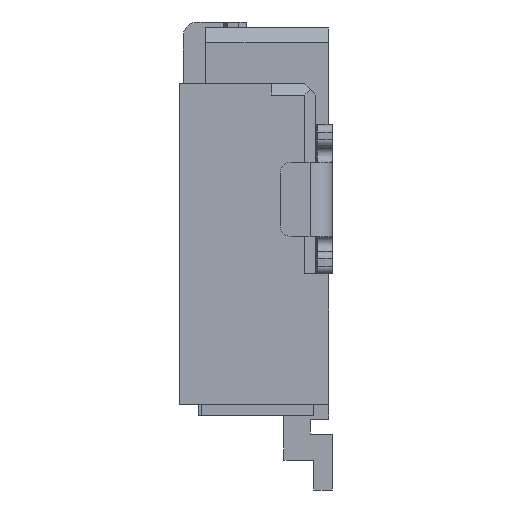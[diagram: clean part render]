
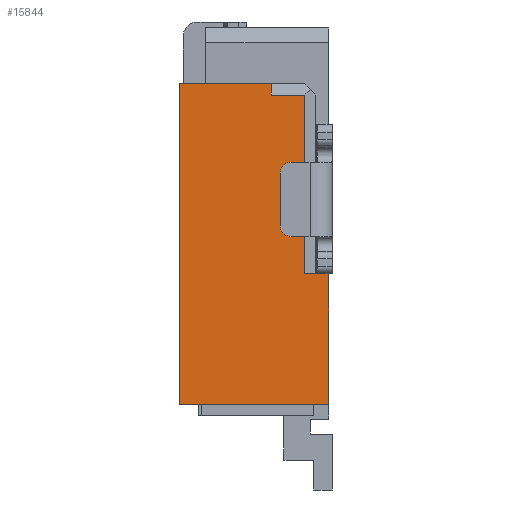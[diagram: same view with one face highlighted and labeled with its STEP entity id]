
A CAD part, left-side view. The second image highlights one B-rep face of the part: STEP entity #15844.
In plain terms, the highlighted planar face has unit normal (-1, 0, 0).
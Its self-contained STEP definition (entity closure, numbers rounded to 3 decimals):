
#4=DIRECTION('',(0.,-1.,0.));
#5=VECTOR('',#4,0.15);
#6=CARTESIAN_POINT('',(-6.4,-0.552,-3.38));
#7=LINE('',#6,#5);
#12=DIRECTION('',(0.,0.,-1.));
#13=VECTOR('',#12,1.75);
#14=CARTESIAN_POINT('',(-6.4,-0.702,-3.38));
#15=LINE('',#14,#13);
#19=DIRECTION('',(0.,1.,0.));
#20=VECTOR('',#19,2.);
#21=CARTESIAN_POINT('',(-6.4,-0.702,-5.13));
#22=LINE('',#21,#20);
#26=DIRECTION('',(0.,0.,1.));
#27=VECTOR('',#26,4.3);
#28=CARTESIAN_POINT('',(-6.4,1.298,-5.13));
#29=LINE('',#28,#27);
#33=DIRECTION('',(0.,-1.,0.));
#34=VECTOR('',#33,1.23);
#35=CARTESIAN_POINT('',(-6.4,1.298,-0.83));
#36=LINE('',#35,#34);
#40=DIRECTION('',(0.,0.,1.));
#41=VECTOR('',#40,0.15);
#42=CARTESIAN_POINT('',(-6.4,0.068,-0.98));
#43=LINE('',#42,#41);
#47=DIRECTION('',(0.,1.,0.));
#48=VECTOR('',#47,0.45);
#49=CARTESIAN_POINT('',(-6.4,-0.382,-0.98));
#50=LINE('',#49,#48);
#54=DIRECTION('',(0.,0.,1.));
#55=VECTOR('',#54,2.4);
#56=CARTESIAN_POINT('',(-6.4,-0.382,-3.38));
#57=LINE('',#56,#55);
#61=DIRECTION('',(0.,-1.,0.));
#62=VECTOR('',#61,0.17);
#63=CARTESIAN_POINT('',(-6.4,-0.382,-3.38));
#64=LINE('',#63,#62);
#13357=CARTESIAN_POINT('',(-6.4,-0.702,-5.13));
#13358=CARTESIAN_POINT('',(-6.4,1.298,-5.13));
#13359=VERTEX_POINT('',#13357);
#13360=VERTEX_POINT('',#13358);
#13361=CARTESIAN_POINT('',(-6.4,1.298,-0.83));
#13362=VERTEX_POINT('',#13361);
#13457=CARTESIAN_POINT('',(-6.4,-0.382,-3.38));
#13458=VERTEX_POINT('',#13457);
#13529=CARTESIAN_POINT('',(-6.4,0.068,-0.98));
#13530=CARTESIAN_POINT('',(-6.4,0.068,-0.83));
#13531=VERTEX_POINT('',#13529);
#13532=VERTEX_POINT('',#13530);
#13533=CARTESIAN_POINT('',(-6.4,-0.382,-0.98));
#13534=VERTEX_POINT('',#13533);
#13603=CARTESIAN_POINT('',(-6.4,-0.552,-3.38));
#13604=CARTESIAN_POINT('',(-6.4,-0.702,-3.38));
#13605=VERTEX_POINT('',#13603);
#13606=VERTEX_POINT('',#13604);
#15819=CARTESIAN_POINT('',(-6.4,0.,0.));
#15820=DIRECTION('',(1.,0.,0.));
#15821=DIRECTION('',(0.,0.,-1.));
#15822=AXIS2_PLACEMENT_3D('',#15819,#15820,#15821);
#15823=PLANE('',#15822);
#15825=ORIENTED_EDGE('',*,*,#15824,.T.);
#15827=ORIENTED_EDGE('',*,*,#15826,.T.);
#15829=ORIENTED_EDGE('',*,*,#15828,.T.);
#15831=ORIENTED_EDGE('',*,*,#15830,.T.);
#15833=ORIENTED_EDGE('',*,*,#15832,.T.);
#15835=ORIENTED_EDGE('',*,*,#15834,.F.);
#15837=ORIENTED_EDGE('',*,*,#15836,.F.);
#15839=ORIENTED_EDGE('',*,*,#15838,.F.);
#15841=ORIENTED_EDGE('',*,*,#15840,.T.);
#15842=EDGE_LOOP('',(#15825,#15827,#15829,#15831,#15833,#15835,#15837,#15839,
#15841));
#15843=FACE_OUTER_BOUND('',#15842,.F.);
#15824=EDGE_CURVE('',#13605,#13606,#7,.T.);
#15826=EDGE_CURVE('',#13606,#13359,#15,.T.);
#15828=EDGE_CURVE('',#13359,#13360,#22,.T.);
#15830=EDGE_CURVE('',#13360,#13362,#29,.T.);
#15832=EDGE_CURVE('',#13362,#13532,#36,.T.);
#15834=EDGE_CURVE('',#13531,#13532,#43,.T.);
#15836=EDGE_CURVE('',#13534,#13531,#50,.T.);
#15838=EDGE_CURVE('',#13458,#13534,#57,.T.);
#15840=EDGE_CURVE('',#13458,#13605,#64,.T.);
#15844=ADVANCED_FACE('',(#15843),#15823,.F.);
